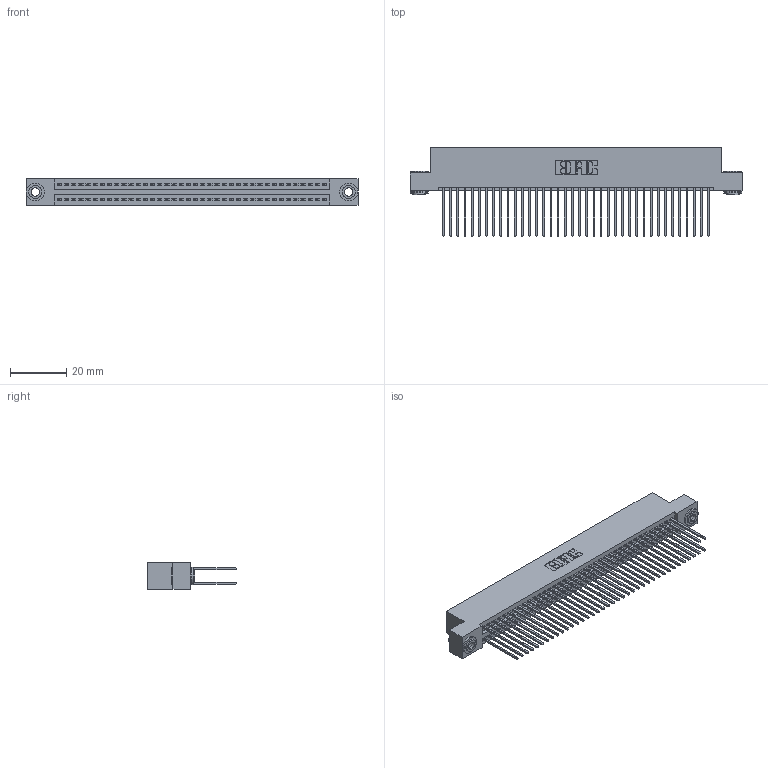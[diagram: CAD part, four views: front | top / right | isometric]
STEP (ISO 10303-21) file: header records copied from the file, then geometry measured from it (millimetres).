
FILE_DESCRIPTION (( 'STEP AP203' ), '1' );
FILE_NAME ('395-076-542-203.STEP', '2018-11-27T21:40:40', ( '' ), ( '' ), 'SwSTEP 2.0', 'SolidWorks 2016', '' );
FILE_SCHEMA (( 'CONFIG_CONTROL_DESIGN' ));
Length unit declared in the file: inch
Products named in the file (4): 395-076-542-203; 345-292-001_345-293-142; 345 Part_Flush Mounting Lugs - 0.156 Dia-TH; 345-250-002_345-250-002-102
Assembly tree (79 placements, depth 2):
  395-076-542-203
    345 Part_Flush Mounting Lugs - 0.156 Dia-TH
    345-292-001_345-293-142  x76
    345-250-002_345-250-002-102  x2
Bounding box: 117.73 x 31.29 x 9.4 mm (x, y, z)
Volume: 11772.9 mm3; surface area: 19185.3 mm2
Topology: 79 solids, 79 shells, 3964 faces, 11741 edges, 7722 vertices
Faces by surface type: plane 2598, cylinder 1358, cone 8
Entity records: 31022 total; most frequent: CARTESIAN_POINT 5179, ORIENTED_EDGE 5106, DIRECTION 4603, EDGE_CURVE 2553, VECTOR 2245, LINE 2245, VERTEX_POINT 1698, AXIS2_PLACEMENT_3D 1179
